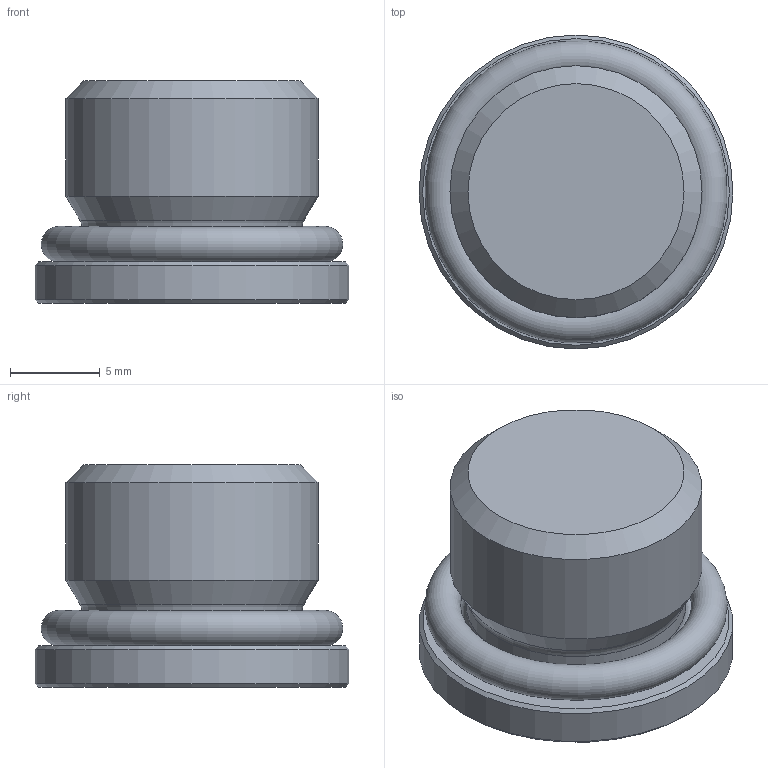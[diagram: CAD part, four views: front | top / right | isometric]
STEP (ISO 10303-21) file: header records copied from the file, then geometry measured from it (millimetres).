
FILE_DESCRIPTION((''),'2;1');
FILE_NAME('724000916.stp','2014-09-03T11:55:26',(''),('KNOMI spol. s r. o.'),'Autodesk Inventor 2012','Autodesk Inventor 2012','');
FILE_SCHEMA(('AUTOMOTIVE_DESIGN { 1 2 10303 214 0 1 1 1 }'));
Length unit declared in the file: millimetre
Products named in the file (3): ZKUNF SAE 6 9/16"-18; 724 01 0916; 606119019890
Assembly tree (2 placements, depth 2):
  ZKUNF SAE 6 9/16"-18
    724 01 0916
    606119019890
Bounding box: 17.5 x 17.5 x 12.4 mm (x, y, z)
Volume: 1859.6 mm3; surface area: 1484.5 mm2
Topology: 2 solids, 2 shells, 43 faces, 107 edges, 68 vertices
Faces by surface type: plane 22, cylinder 10, cone 6, torus 5
Full cylindrical faces by diameter (mm): 7 x1, 12.24 x1, 14.05 x1, 17.5 x1
Entity records: 1379 total; most frequent: CARTESIAN_POINT 311, DIRECTION 198, ORIENTED_EDGE 180, EDGE_CURVE 90, AXIS2_PLACEMENT_3D 84, VERTEX_POINT 65, EDGE_LOOP 59, STYLED_ITEM 45
